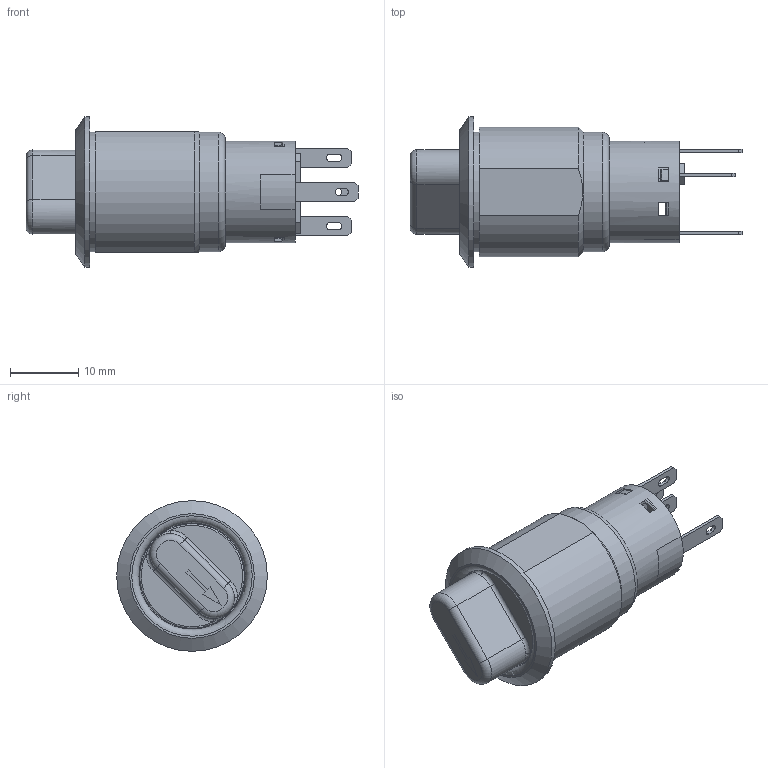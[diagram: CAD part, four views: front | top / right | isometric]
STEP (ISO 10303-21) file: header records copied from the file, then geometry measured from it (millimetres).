
FILE_DESCRIPTION(/* description */ (''),/* implementation_level */ '2;1');
FILE_NAME(/* name */ 'PVK4S21x0SS-Axx.stp',/* time_stamp */ '2025-11-17T13:00:16-06:00',/* author */ ('jsteinblock'),/* organization */ (''),/* preprocessor_version */ 'ST-DEVELOPER v18.1',/* originating_system */ 'Autodesk Inventor 2022',/* authorisation */ '');
FILE_SCHEMA (('AUTOMOTIVE_DESIGN { 1 0 10303 214 3 1 1 }'));
Length unit declared in the file: inch
Products named in the file (1): PVK4S21x0SS-Axx
Bounding box: 48.5 x 22 x 22 mm (x, y, z)
Volume: 5206.3 mm3; surface area: 4450.2 mm2
Topology: 2 solids, 2 shells, 230 faces, 615 edges, 409 vertices
Faces by surface type: plane 146, cylinder 40, bspline 29, torus 9, cone 6
Full cylindrical faces by diameter (mm): 14.5 x1, 14.9 x1, 15 x1, 15.3 x1, 15.6 x1, 17.5 x2, 22 x1
Entity records: 7459 total; most frequent: CARTESIAN_POINT 1740, ORIENTED_EDGE 1230, DIRECTION 1079, EDGE_CURVE 615, LINE 415, VECTOR 415, VERTEX_POINT 409, AXIS2_PLACEMENT_3D 332
